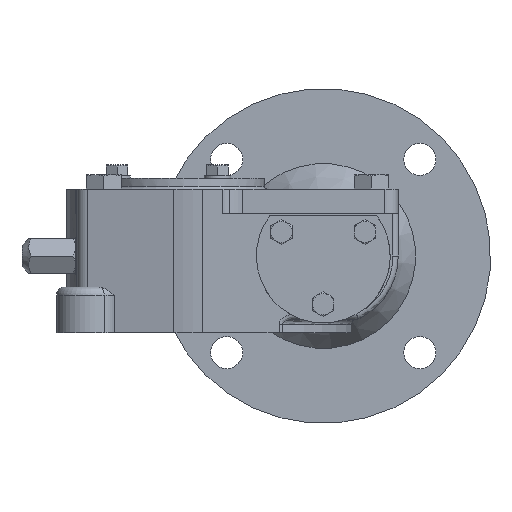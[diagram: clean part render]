
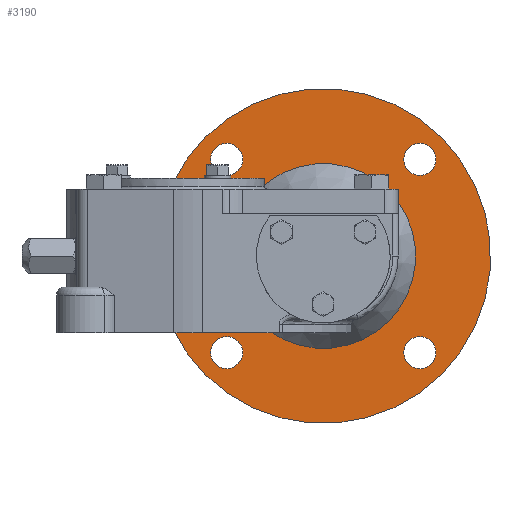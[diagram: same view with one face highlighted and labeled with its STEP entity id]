
A CAD part, left-side view. The second image highlights one B-rep face of the part: STEP entity #3190.
In plain terms, the highlighted planar face has unit normal (-1, 0, 0).
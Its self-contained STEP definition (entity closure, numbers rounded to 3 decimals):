
#3190 = ADVANCED_FACE( '', ( #6660, #6661, #6662, #6663, #6664, #6665 ), #6666, .T. );
#6660 = FACE_BOUND( '', #14209, .T. );
#6661 = FACE_BOUND( '', #14210, .T. );
#6662 = FACE_BOUND( '', #14211, .T. );
#6663 = FACE_BOUND( '', #14212, .T. );
#6664 = FACE_BOUND( '', #14213, .T. );
#6665 = FACE_OUTER_BOUND( '', #14214, .T. );
#6666 = PLANE( '', #14215 );
#14209 = EDGE_LOOP( '', ( #23875 ) );
#14210 = EDGE_LOOP( '', ( #23876 ) );
#14211 = EDGE_LOOP( '', ( #23877 ) );
#14212 = EDGE_LOOP( '', ( #23878 ) );
#14213 = EDGE_LOOP( '', ( #23879 ) );
#14214 = EDGE_LOOP( '', ( #23880 ) );
#14215 = AXIS2_PLACEMENT_3D( '', #23881, #23882, #23883 );
#23875 = ORIENTED_EDGE( '', *, *, #26072, .T. );
#23876 = ORIENTED_EDGE( '', *, *, #26356, .T. );
#23877 = ORIENTED_EDGE( '', *, *, #28198, .T. );
#23878 = ORIENTED_EDGE( '', *, *, #25025, .T. );
#23879 = ORIENTED_EDGE( '', *, *, #25951, .T. );
#23880 = ORIENTED_EDGE( '', *, *, #28199, .F. );
#23881 = CARTESIAN_POINT( '', ( 85., -7.806, -12.594 ) );
#23882 = DIRECTION( '', ( -1., 0., 0. ) );
#23883 = DIRECTION( '', ( 0., 0.707, 0.707 ) );
#25025 = EDGE_CURVE( '', #29127, #29127, #29128, .T. );
#25951 = EDGE_CURVE( '', #30637, #30637, #30638, .T. );
#26072 = EDGE_CURVE( '', #30830, #30830, #30831, .T. );
#26356 = EDGE_CURVE( '', #31250, #31250, #31251, .T. );
#28198 = EDGE_CURVE( '', #33607, #33607, #33608, .T. );
#28199 = EDGE_CURVE( '', #33609, #33609, #33610, .T. );
#29127 = VERTEX_POINT( '', #35231 );
#29128 = CIRCLE( '', #35232, 6. );
#30637 = VERTEX_POINT( '', #38654 );
#30638 = CIRCLE( '', #38655, 34.5 );
#30830 = VERTEX_POINT( '', #39076 );
#30831 = CIRCLE( '', #39077, 6. );
#31250 = VERTEX_POINT( '', #39894 );
#31251 = CIRCLE( '', #39895, 6. );
#33607 = VERTEX_POINT( '', #45017 );
#33608 = CIRCLE( '', #45018, 6. );
#33609 = VERTEX_POINT( '', #45019 );
#33610 = CIRCLE( '', #45020, 62.5 );
#35231 = CARTESIAN_POINT( '', ( 85., -83.82, -8.705 ) );
#35232 = AXIS2_PLACEMENT_3D( '', #45729, #45730, #45731 );
#38654 = CARTESIAN_POINT( '', ( 85., -76.395, 7.205 ) );
#38655 = AXIS2_PLACEMENT_3D( '', #46762, #46763, #46764 );
#39076 = CARTESIAN_POINT( '', ( 85., -11.695, -0.22 ) );
#39077 = AXIS2_PLACEMENT_3D( '', #46890, #46891, #46892 );
#39894 = CARTESIAN_POINT( '', ( 85., -20.18, 71.905 ) );
#39895 = AXIS2_PLACEMENT_3D( '', #47215, #47216, #47217 );
#45017 = CARTESIAN_POINT( '', ( 85., -92.305, 63.42 ) );
#45018 = AXIS2_PLACEMENT_3D( '', #48903, #48904, #48905 );
#45019 = CARTESIAN_POINT( '', ( 85., -96.194, -12.594 ) );
#45020 = AXIS2_PLACEMENT_3D( '', #48906, #48907, #48908 );
#45729 = CARTESIAN_POINT( '', ( 85., -88.062, -4.462 ) );
#45730 = DIRECTION( '', ( 1., 0., 0. ) );
#45731 = DIRECTION( '', ( 0., 0.707, -0.707 ) );
#46762 = CARTESIAN_POINT( '', ( 85., -52., 31.6 ) );
#46763 = DIRECTION( '', ( 1., 0., 0. ) );
#46764 = DIRECTION( '', ( 0., -0.707, -0.707 ) );
#46890 = CARTESIAN_POINT( '', ( 85., -15.938, -4.462 ) );
#46891 = DIRECTION( '', ( 1., 0., 0. ) );
#46892 = DIRECTION( '', ( 0., 0.707, 0.707 ) );
#47215 = CARTESIAN_POINT( '', ( 85., -15.938, 67.662 ) );
#47216 = DIRECTION( '', ( 1., 0., 0. ) );
#47217 = DIRECTION( '', ( 0., -0.707, 0.707 ) );
#48903 = CARTESIAN_POINT( '', ( 85., -88.062, 67.662 ) );
#48904 = DIRECTION( '', ( 1., 0., 0. ) );
#48905 = DIRECTION( '', ( 0., -0.707, -0.707 ) );
#48906 = CARTESIAN_POINT( '', ( 85., -52., 31.6 ) );
#48907 = DIRECTION( '', ( 1., 0., 0. ) );
#48908 = DIRECTION( '', ( 0., -0.707, -0.707 ) );
